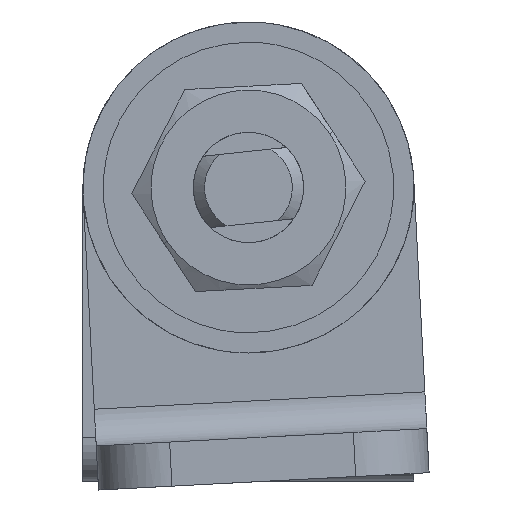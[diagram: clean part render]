
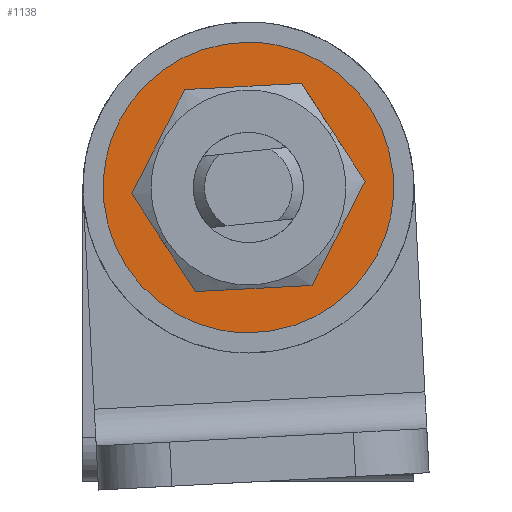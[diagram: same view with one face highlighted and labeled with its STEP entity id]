
A CAD part, left-side view. The second image highlights one B-rep face of the part: STEP entity #1138.
In plain terms, the highlighted free-form (B-spline) face has degree [1, 1] with [2, 2] control points.
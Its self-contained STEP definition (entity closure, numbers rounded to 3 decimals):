
#1001=CARTESIAN_POINT('',(-6.3,4.343,4.345));
#1002=CARTESIAN_POINT('',(-6.3,4.343,-4.345));
#1003=CARTESIAN_POINT('',(-6.3,-4.343,4.345));
#1004=CARTESIAN_POINT('',(-6.3,-4.343,-4.345));
#1005=B_SPLINE_SURFACE_WITH_KNOTS('',1,1,((#1001,#1003),(#1002,#1004)),.UNSPECIFIED.,.F.,.F.,.U.,(2,2),(2,2),(0.0,8.689),(0.0,8.687),.UNSPECIFIED.);
#1006=CARTESIAN_POINT('',(-6.3,0.,3.95));
#1007=VERTEX_POINT('',#1006);
#1008=CARTESIAN_POINT('',(-6.3,3.938,0.31));
#1009=VERTEX_POINT('',#1008);
#1010=CARTESIAN_POINT('',(-6.3,0.,3.95));
#1011=CARTESIAN_POINT('',(-6.3,3.651,3.95));
#1012=CARTESIAN_POINT('',(-6.3,3.938,0.31));
#1020=(BOUNDED_CURVE()B_SPLINE_CURVE(2,(#1010,#1011,#1012),.UNSPECIFIED.,.F.,.U.)B_SPLINE_CURVE_WITH_KNOTS((3,3),(0.0,0.236),.UNSPECIFIED.)CURVE()GEOMETRIC_REPRESENTATION_ITEM()RATIONAL_B_SPLINE_CURVE((1.0,0.723,0.97))REPRESENTATION_ITEM(''));
#1021=EDGE_CURVE('',#1007,#1009,#1020,.T.);
#1022=ORIENTED_EDGE('',*,*,#1021,.T.);
#1023=CARTESIAN_POINT('',(-6.3,0.,-3.95));
#1024=VERTEX_POINT('',#1023);
#1025=CARTESIAN_POINT('',(-6.3,3.938,0.31));
#1026=CARTESIAN_POINT('',(-6.3,3.95,0.155));
#1027=CARTESIAN_POINT('',(-6.3,3.95,0.));
#1028=CARTESIAN_POINT('',(-6.3,3.95,-3.95));
#1029=CARTESIAN_POINT('',(-6.3,0.,-3.95));
#1037=(BOUNDED_CURVE()B_SPLINE_CURVE(2,(#1025,#1026,#1027,#1028,#1029),.UNSPECIFIED.,.F.,.U.)B_SPLINE_CURVE_WITH_KNOTS((3,2,3),(0.236,0.25,0.5),.UNSPECIFIED.)CURVE()GEOMETRIC_REPRESENTATION_ITEM()RATIONAL_B_SPLINE_CURVE((0.97,0.984,1.0,0.707,1.0))REPRESENTATION_ITEM(''));
#1038=EDGE_CURVE('',#1009,#1024,#1037,.T.);
#1039=ORIENTED_EDGE('',*,*,#1038,.T.);
#1040=CARTESIAN_POINT('',(-6.3,-3.938,-0.31));
#1041=VERTEX_POINT('',#1040);
#1042=CARTESIAN_POINT('',(-6.3,0.,-3.95));
#1043=CARTESIAN_POINT('',(-6.3,-3.651,-3.95));
#1044=CARTESIAN_POINT('',(-6.3,-3.938,-0.31));
#1052=(BOUNDED_CURVE()B_SPLINE_CURVE(2,(#1042,#1043,#1044),.UNSPECIFIED.,.F.,.U.)B_SPLINE_CURVE_WITH_KNOTS((3,3),(0.5,0.736),.UNSPECIFIED.)CURVE()GEOMETRIC_REPRESENTATION_ITEM()RATIONAL_B_SPLINE_CURVE((1.0,0.723,0.97))REPRESENTATION_ITEM(''));
#1053=EDGE_CURVE('',#1024,#1041,#1052,.T.);
#1054=ORIENTED_EDGE('',*,*,#1053,.T.);
#1055=CARTESIAN_POINT('',(-6.3,-3.938,-0.31));
#1056=CARTESIAN_POINT('',(-6.3,-3.95,-0.155));
#1057=CARTESIAN_POINT('',(-6.3,-3.95,0.));
#1058=CARTESIAN_POINT('',(-6.3,-3.95,3.95));
#1059=CARTESIAN_POINT('',(-6.3,0.,3.95));
#1067=(BOUNDED_CURVE()B_SPLINE_CURVE(2,(#1055,#1056,#1057,#1058,#1059),.UNSPECIFIED.,.F.,.U.)B_SPLINE_CURVE_WITH_KNOTS((3,2,3),(0.736,0.75,1.0),.UNSPECIFIED.)CURVE()GEOMETRIC_REPRESENTATION_ITEM()RATIONAL_B_SPLINE_CURVE((0.97,0.984,1.0,0.707,1.0))REPRESENTATION_ITEM(''));
#1068=EDGE_CURVE('',#1041,#1007,#1067,.T.);
#1069=ORIENTED_EDGE('',*,*,#1068,.T.);
#1070=EDGE_LOOP('',(#1022,#1039,#1054,#1069));
#1071=FACE_OUTER_BOUND('',#1070,.T.);
#1072=CARTESIAN_POINT('',(-6.3,0.,-1.5));
#1073=VERTEX_POINT('',#1072);
#1074=CARTESIAN_POINT('',(-6.3,-1.495,-0.118));
#1075=VERTEX_POINT('',#1074);
#1076=CARTESIAN_POINT('',(-6.3,0.,-1.5));
#1077=CARTESIAN_POINT('',(-6.3,-1.387,-1.5));
#1078=CARTESIAN_POINT('',(-6.3,-1.495,-0.118));
#1086=(BOUNDED_CURVE()B_SPLINE_CURVE(2,(#1076,#1077,#1078),.UNSPECIFIED.,.F.,.U.)B_SPLINE_CURVE_WITH_KNOTS((3,3),(0.5,0.736),.UNSPECIFIED.)CURVE()GEOMETRIC_REPRESENTATION_ITEM()RATIONAL_B_SPLINE_CURVE((1.0,0.723,0.97))REPRESENTATION_ITEM(''));
#1087=EDGE_CURVE('',#1073,#1075,#1086,.T.);
#1088=ORIENTED_EDGE('',*,*,#1087,.F.);
#1089=CARTESIAN_POINT('',(-6.3,1.495,0.118));
#1090=VERTEX_POINT('',#1089);
#1091=CARTESIAN_POINT('',(-6.3,1.495,0.118));
#1092=CARTESIAN_POINT('',(-6.3,1.5,0.059));
#1093=CARTESIAN_POINT('',(-6.3,1.5,0.));
#1094=CARTESIAN_POINT('',(-6.3,1.5,-1.5));
#1095=CARTESIAN_POINT('',(-6.3,0.,-1.5));
#1103=(BOUNDED_CURVE()B_SPLINE_CURVE(2,(#1091,#1092,#1093,#1094,#1095),.UNSPECIFIED.,.F.,.U.)B_SPLINE_CURVE_WITH_KNOTS((3,2,3),(0.236,0.25,0.5),.UNSPECIFIED.)CURVE()GEOMETRIC_REPRESENTATION_ITEM()RATIONAL_B_SPLINE_CURVE((0.97,0.984,1.0,0.707,1.0))REPRESENTATION_ITEM(''));
#1104=EDGE_CURVE('',#1090,#1073,#1103,.T.);
#1105=ORIENTED_EDGE('',*,*,#1104,.F.);
#1106=CARTESIAN_POINT('',(-6.3,0.,1.5));
#1107=VERTEX_POINT('',#1106);
#1108=CARTESIAN_POINT('',(-6.3,0.,1.5));
#1109=CARTESIAN_POINT('',(-6.3,1.387,1.5));
#1110=CARTESIAN_POINT('',(-6.3,1.495,0.118));
#1118=(BOUNDED_CURVE()B_SPLINE_CURVE(2,(#1108,#1109,#1110),.UNSPECIFIED.,.F.,.U.)B_SPLINE_CURVE_WITH_KNOTS((3,3),(0.0,0.236),.UNSPECIFIED.)CURVE()GEOMETRIC_REPRESENTATION_ITEM()RATIONAL_B_SPLINE_CURVE((1.0,0.723,0.97))REPRESENTATION_ITEM(''));
#1119=EDGE_CURVE('',#1107,#1090,#1118,.T.);
#1120=ORIENTED_EDGE('',*,*,#1119,.F.);
#1121=CARTESIAN_POINT('',(-6.3,-1.495,-0.118));
#1122=CARTESIAN_POINT('',(-6.3,-1.5,-0.059));
#1123=CARTESIAN_POINT('',(-6.3,-1.5,0.));
#1124=CARTESIAN_POINT('',(-6.3,-1.5,1.5));
#1125=CARTESIAN_POINT('',(-6.3,0.,1.5));
#1133=(BOUNDED_CURVE()B_SPLINE_CURVE(2,(#1121,#1122,#1123,#1124,#1125),.UNSPECIFIED.,.F.,.U.)B_SPLINE_CURVE_WITH_KNOTS((3,2,3),(0.736,0.75,1.0),.UNSPECIFIED.)CURVE()GEOMETRIC_REPRESENTATION_ITEM()RATIONAL_B_SPLINE_CURVE((0.97,0.984,1.0,0.707,1.0))REPRESENTATION_ITEM(''));
#1134=EDGE_CURVE('',#1075,#1107,#1133,.T.);
#1135=ORIENTED_EDGE('',*,*,#1134,.F.);
#1136=EDGE_LOOP('',(#1088,#1105,#1120,#1135));
#1137=FACE_BOUND('',#1136,.T.);
#1138=ADVANCED_FACE('',(#1071,#1137),#1005,.T.);
